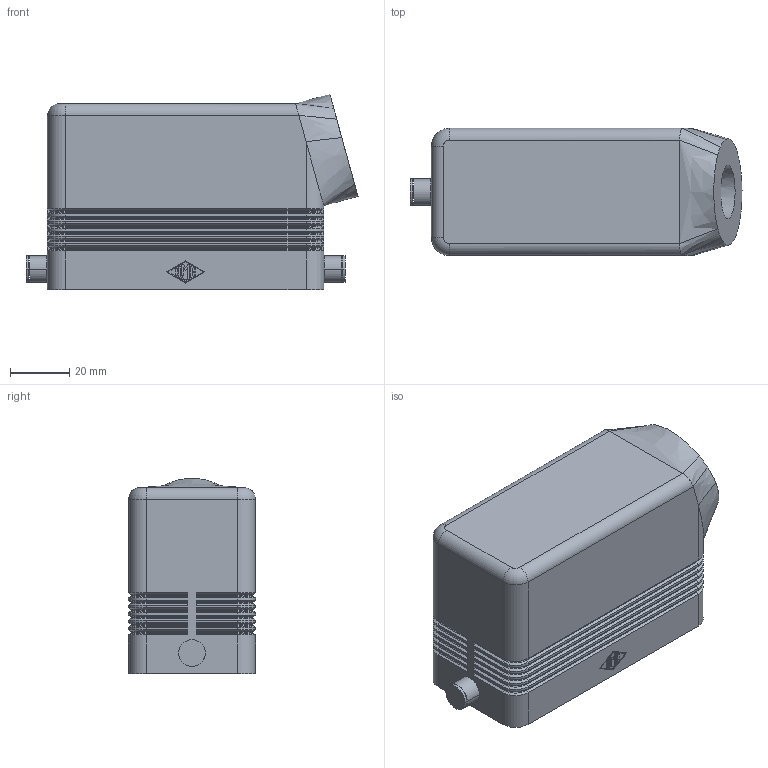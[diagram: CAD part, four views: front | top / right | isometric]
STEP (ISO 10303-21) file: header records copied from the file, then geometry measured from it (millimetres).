
FILE_DESCRIPTION(('Creo Elements/Direct Modeling STEP Export'),'2;1');
FILE_NAME('CHOT_16_5_L.stp','2012-12-18T15:04:54',(''),(''),'Creo Elements/Direct Modeling STEP processor for AP214 (Solid Model)','Creo Elements/Direct Modeling 18.0B 02-Dec-2011 (C) Parametric Technology GmbH','');
FILE_SCHEMA(('AUTOMOTIVE_DESIGN { 1 0 10303 214 1 1 1 1 }'));
Length unit declared in the file: millimetre
Products named in the file (1): MSBO9921
Bounding box: 112.32 x 43 x 66.12 mm (x, y, z)
Volume: 76755.1 mm3; surface area: 42288 mm2
Topology: 1 solids, 1 shells, 518 faces, 1214 edges, 713 vertices
Faces by surface type: plane 219, cylinder 183, cone 58, torus 50, bspline 8
Entity records: 18638 total; most frequent: CARTESIAN_POINT 2714, DIRECTION 2535, ORIENTED_EDGE 2412, EDGE_CURVE 1206, AXIS2_PLACEMENT_3D 894, VECTOR 747, LINE 747, VERTEX_POINT 713
